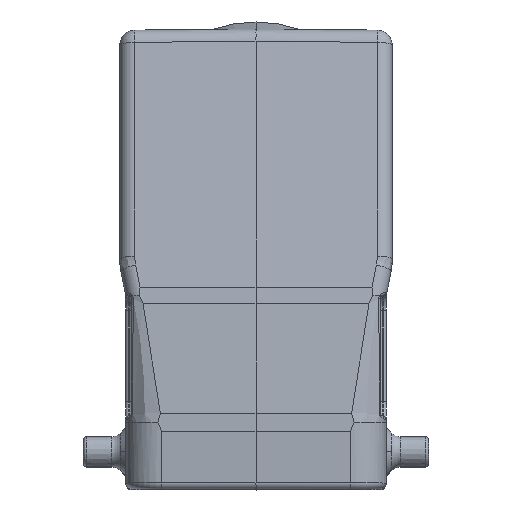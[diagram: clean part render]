
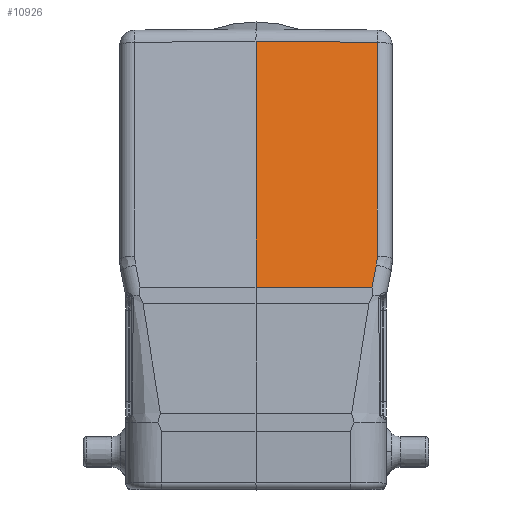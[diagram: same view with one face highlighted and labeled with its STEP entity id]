
A CAD part, top view. The second image highlights one B-rep face of the part: STEP entity #10926.
In plain terms, the highlighted planar face has unit normal (0.009, 0.19, 0.982).
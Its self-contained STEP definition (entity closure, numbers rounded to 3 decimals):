
#157=CARTESIAN_POINT('',(19.146,-21.241,44.32));
#170=DIRECTION('',(0.,-0.982,0.19));
#171=VECTOR('',#170,41.382);
#172=CARTESIAN_POINT('',(0.,19.39,36.641));
#173=LINE('',#172,#171);
#174=DIRECTION('',(-1.,0.009,0.007));
#175=VECTOR('',#174,20.023);
#176=CARTESIAN_POINT('',(20.022,19.215,36.497));
#177=LINE('',#176,#175);
#178=CARTESIAN_POINT('',(19.876,-17.591,43.609));
#179=CARTESIAN_POINT('',(19.973,-17.107,43.514));
#180=CARTESIAN_POINT('',(20.022,-16.614,43.419));
#181=CARTESIAN_POINT('',(20.022,-16.12,43.323));
#183=DIRECTION('',(0.193,0.963,-0.188));
#184=VECTOR('',#183,3.79);
#185=CARTESIAN_POINT('',(19.146,-21.241,44.32));
#186=LINE('',#185,#184);
#187=DIRECTION('',(1.,0.,-0.009));
#188=VECTOR('',#187,19.147);
#189=CARTESIAN_POINT('',(0.,-21.241,44.49));
#190=LINE('',#189,#188);
#1843=DIRECTION('',(0.,-0.982,0.19));
#1844=VECTOR('',#1843,35.988);
#1845=CARTESIAN_POINT('',(20.022,19.215,36.497));
#1846=LINE('',#1845,#1844);
#9475=CARTESIAN_POINT('',(19.876,-17.591,43.609));
#9477=VERTEX_POINT('',#9475);
#9542=CARTESIAN_POINT('',(20.022,19.215,36.497));
#9543=CARTESIAN_POINT('',(20.022,-16.12,43.323));
#9544=VERTEX_POINT('',#9542);
#9545=VERTEX_POINT('',#9543);
#9608=CARTESIAN_POINT('',(0.,19.39,36.641));
#9609=CARTESIAN_POINT('',(0.,-21.241,44.49));
#9610=VERTEX_POINT('',#9608);
#9611=VERTEX_POINT('',#9609);
#10106=VERTEX_POINT('',#157);
#10908=CARTESIAN_POINT('',(0.,-22.585,44.75));
#10909=DIRECTION('',(0.009,0.19,0.982));
#10910=DIRECTION('',(0.,-0.982,0.19));
#10911=AXIS2_PLACEMENT_3D('',#10908,#10909,#10910);
#10912=PLANE('',#10911);
#10914=ORIENTED_EDGE('',*,*,#10913,.F.);
#10916=ORIENTED_EDGE('',*,*,#10915,.F.);
#10918=ORIENTED_EDGE('',*,*,#10917,.T.);
#10920=ORIENTED_EDGE('',*,*,#10919,.F.);
#10922=ORIENTED_EDGE('',*,*,#10921,.F.);
#10923=ORIENTED_EDGE('',*,*,#10898,.F.);
#10924=EDGE_LOOP('',(#10914,#10916,#10918,#10920,#10922,#10923));
#10925=FACE_OUTER_BOUND('',#10924,.F.);
#10926=ADVANCED_FACE('',(#10925),#10912,.T.);
#182=B_SPLINE_CURVE_WITH_KNOTS('',3,(#178,#179,#180,#181),.UNSPECIFIED.,.F.,.F.,
(4,4),(0.,1.),.UNSPECIFIED.);
#10898=EDGE_CURVE('',#9611,#10106,#190,.T.);
#10913=EDGE_CURVE('',#9610,#9611,#173,.T.);
#10915=EDGE_CURVE('',#9544,#9610,#177,.T.);
#10917=EDGE_CURVE('',#9544,#9545,#1846,.T.);
#10919=EDGE_CURVE('',#9477,#9545,#182,.T.);
#10921=EDGE_CURVE('',#10106,#9477,#186,.T.);
